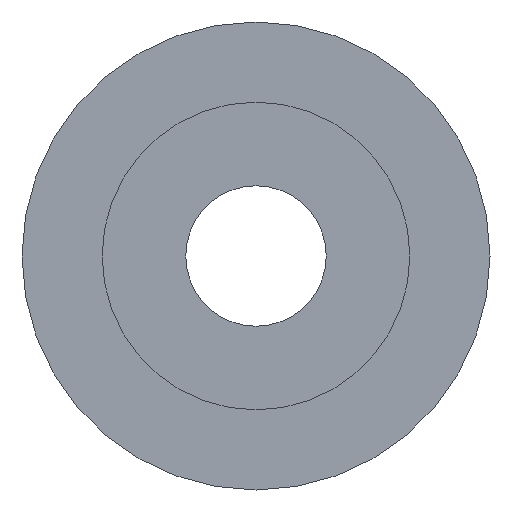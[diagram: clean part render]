
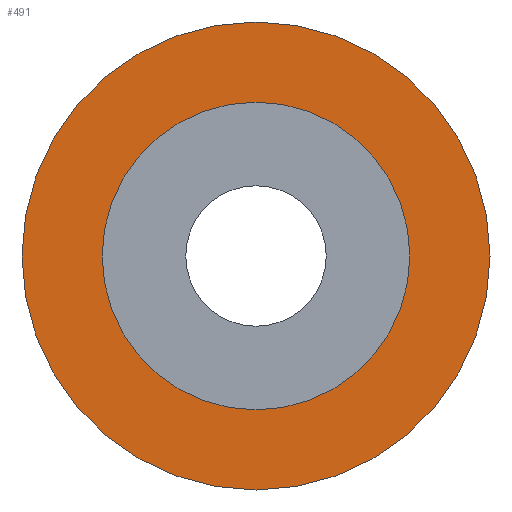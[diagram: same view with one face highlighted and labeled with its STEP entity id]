
A CAD part, front view. The second image highlights one B-rep face of the part: STEP entity #491.
In plain terms, the highlighted planar face has unit normal (0, -1, 0).
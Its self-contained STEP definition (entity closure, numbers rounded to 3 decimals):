
#10 = FACE_OUTER_BOUND ( 'NONE', #313, .T. ) ;
#23 = PLANE ( 'NONE',  #345 ) ;
#47 = FACE_BOUND ( 'NONE', #447, .T. ) ;
#77 = DIRECTION ( 'NONE',  ( 0., -1., 0. ) ) ;
#94 = VERTEX_POINT ( 'NONE', #713 ) ;
#122 = ORIENTED_EDGE ( 'NONE', *, *, #591, .T. ) ;
#133 = CIRCLE ( 'NONE', #165, 20. ) ;
#156 = AXIS2_PLACEMENT_3D ( 'NONE', #656, #659, #661 ) ;
#165 = AXIS2_PLACEMENT_3D ( 'NONE', #461, #463, #464 ) ;
#176 = CARTESIAN_POINT ( 'NONE',  ( 0., 0., 20. ) ) ;
#181 = CARTESIAN_POINT ( 'NONE',  ( 0., 0., -13.15 ) ) ;
#184 = CARTESIAN_POINT ( 'NONE',  ( 0., 0., -20. ) ) ;
#227 = ORIENTED_EDGE ( 'NONE', *, *, #633, .F. ) ;
#313 = EDGE_LOOP ( 'NONE', ( #122, #427 ) ) ;
#335 = DIRECTION ( 'NONE',  ( 0., 0., -1. ) ) ;
#345 = AXIS2_PLACEMENT_3D ( 'NONE', #534, #77, #335 ) ;
#389 = CARTESIAN_POINT ( 'NONE',  ( 0., 0., 0. ) ) ;
#401 = DIRECTION ( 'NONE',  ( 0., -1., 0. ) ) ;
#413 = AXIS2_PLACEMENT_3D ( 'NONE', #389, #401, #512 ) ;
#427 = ORIENTED_EDGE ( 'NONE', *, *, #637, .T. ) ;
#447 = EDGE_LOOP ( 'NONE', ( #227, #643 ) ) ;
#461 = CARTESIAN_POINT ( 'NONE',  ( 0., 0., 0. ) ) ;
#463 = DIRECTION ( 'NONE',  ( 0., -1., 0. ) ) ;
#464 = DIRECTION ( 'NONE',  ( 0., 0., -1. ) ) ;
#473 = CIRCLE ( 'NONE', #156, 13.15 ) ;
#474 = EDGE_CURVE ( 'NONE', #94, #684, #710, .T. ) ;
#491 = ADVANCED_FACE ( 'NONE', ( #10, #47 ), #23, .T. ) ;
#512 = DIRECTION ( 'NONE',  ( 0., 0., -1. ) ) ;
#520 = CIRCLE ( 'NONE', #676, 20. ) ;
#534 = CARTESIAN_POINT ( 'NONE',  ( 13.15, 0., 0. ) ) ;
#545 = VERTEX_POINT ( 'NONE', #176 ) ;
#547 = VERTEX_POINT ( 'NONE', #184 ) ;
#591 = EDGE_CURVE ( 'NONE', #547, #545, #133, .T. ) ;
#633 = EDGE_CURVE ( 'NONE', #684, #94, #473, .T. ) ;
#637 = EDGE_CURVE ( 'NONE', #545, #547, #520, .T. ) ;
#643 = ORIENTED_EDGE ( 'NONE', *, *, #474, .F. ) ;
#656 = CARTESIAN_POINT ( 'NONE',  ( 0., 0., 0. ) ) ;
#659 = DIRECTION ( 'NONE',  ( 0., -1., 0. ) ) ;
#661 = DIRECTION ( 'NONE',  ( 0., 0., -1. ) ) ;
#676 = AXIS2_PLACEMENT_3D ( 'NONE', #679, #680, #681 ) ;
#679 = CARTESIAN_POINT ( 'NONE',  ( 0., 0., 0. ) ) ;
#680 = DIRECTION ( 'NONE',  ( 0., -1., 0. ) ) ;
#681 = DIRECTION ( 'NONE',  ( 0., 0., -1. ) ) ;
#684 = VERTEX_POINT ( 'NONE', #181 ) ;
#710 = CIRCLE ( 'NONE', #413, 13.15 ) ;
#713 = CARTESIAN_POINT ( 'NONE',  ( 0., 0., 13.15 ) ) ;
